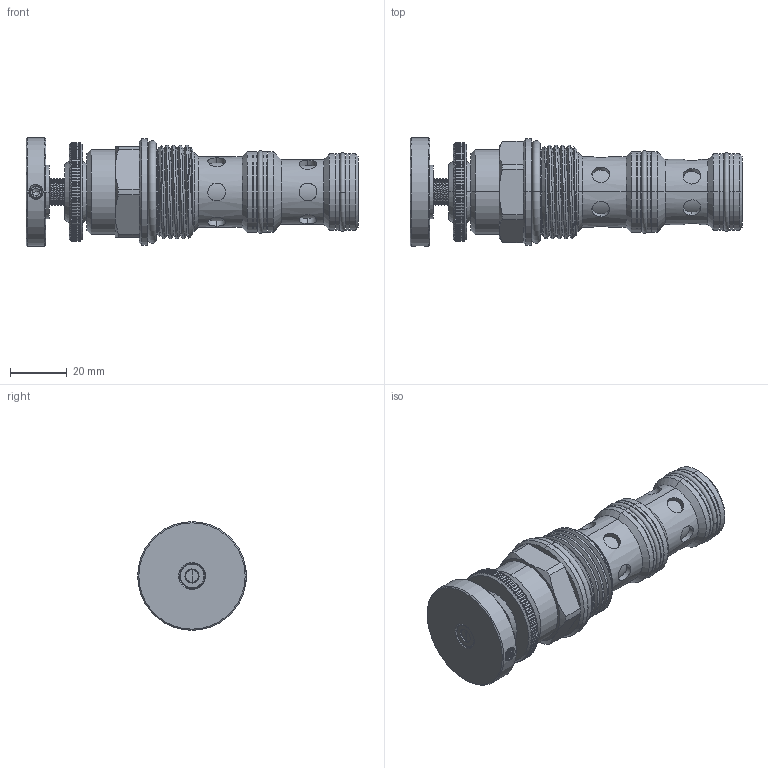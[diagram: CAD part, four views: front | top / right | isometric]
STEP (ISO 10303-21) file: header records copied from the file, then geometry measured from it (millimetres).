
FILE_DESCRIPTION (( 'STEP AP203' ), '1' );
FILE_NAME ('FR16W39-B.STEP', '2024-05-30T00:54:41', ( '' ), ( '' ), 'SwSTEP 2.0', 'SolidWorks 2018', '' );
FILE_SCHEMA (( 'CONFIG_CONTROL_DESIGN' ));
Products named in the file (1): FR16W39-B
Bounding box: 117.43 x 38.4 x 38.4 mm (x, y, z)
Volume: 74309.4 mm3; surface area: 19479 mm2
Topology: 1 solids, 1 shells, 637 faces, 1868 edges, 1221 vertices
Faces by surface type: cylinder 282, plane 258, cone 63, bspline 28, torus 6
Entity records: 45691 total; most frequent: CARTESIAN_POINT 30615, ORIENTED_EDGE 3728, DIRECTION 2538, EDGE_CURVE 1864, VERTEX_POINT 1221, AXIS2_PLACEMENT_3D 1015, EDGE_LOOP 675, ADVANCED_FACE 637
